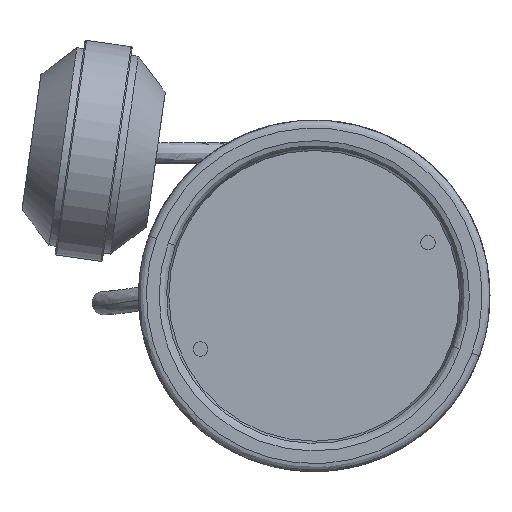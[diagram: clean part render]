
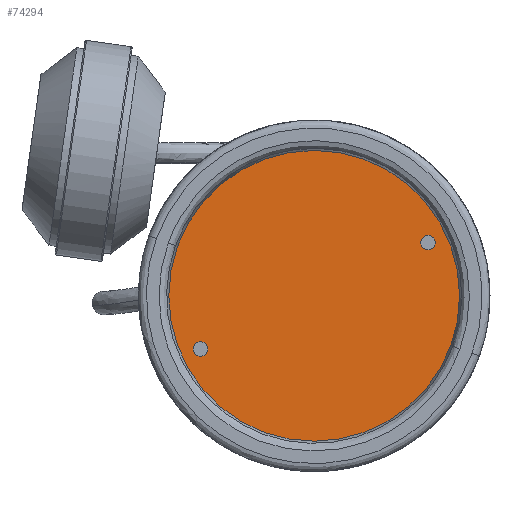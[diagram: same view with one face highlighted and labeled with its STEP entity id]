
A CAD part, front view. The second image highlights one B-rep face of the part: STEP entity #74294.
In plain terms, the highlighted planar face has unit normal (0, -1, 0).
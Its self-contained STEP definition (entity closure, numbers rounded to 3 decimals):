
#384 = CARTESIAN_POINT ( 'NONE',  ( 0., 5.2, -55. ) ) ;
#1088 = DIRECTION ( 'NONE',  ( 0., 0., -1. ) ) ;
#1684 = EDGE_CURVE ( 'NONE', #67809, #37285, #34486, .T. ) ;
#3136 = DIRECTION ( 'NONE',  ( 0., 0., 1. ) ) ;
#3768 = DIRECTION ( 'NONE',  ( 1., 0., 0. ) ) ;
#5423 = VERTEX_POINT ( 'NONE', #73887 ) ;
#5610 = EDGE_CURVE ( 'NONE', #73263, #55389, #81526, .T. ) ;
#7844 = ORIENTED_EDGE ( 'NONE', *, *, #36959, .F. ) ;
#10038 = CARTESIAN_POINT ( 'NONE',  ( 0., 5.2, 55. ) ) ;
#10728 = CARTESIAN_POINT ( 'NONE',  ( 33.588, 5.2, 33.588 ) ) ;
#10816 = CARTESIAN_POINT ( 'NONE',  ( -36.338, 5.2, -33.588 ) ) ;
#10882 = CIRCLE ( 'NONE', #29295, 55. ) ;
#12389 = CARTESIAN_POINT ( 'NONE',  ( -33.588, 5.2, -33.588 ) ) ;
#12646 = CIRCLE ( 'NONE', #69378, 2.75 ) ;
#15535 = ORIENTED_EDGE ( 'NONE', *, *, #32771, .F. ) ;
#17320 = DIRECTION ( 'NONE',  ( 0., 1., 0. ) ) ;
#23102 = PLANE ( 'NONE',  #68640 ) ;
#26798 = EDGE_LOOP ( 'NONE', ( #57200, #67465 ) ) ;
#29295 = AXIS2_PLACEMENT_3D ( 'NONE', #84621, #31832, #71293 ) ;
#29686 = CARTESIAN_POINT ( 'NONE',  ( 30.838, 5.2, 33.588 ) ) ;
#30611 = FACE_BOUND ( 'NONE', #51597, .T. ) ;
#31053 = FACE_BOUND ( 'NONE', #35490, .T. ) ;
#31832 = DIRECTION ( 'NONE',  ( 0., -1., 0. ) ) ;
#32009 = DIRECTION ( 'NONE',  ( 1., 0., 0. ) ) ;
#32771 = EDGE_CURVE ( 'NONE', #55389, #73263, #43800, .T. ) ;
#33517 = EDGE_CURVE ( 'NONE', #50680, #5423, #12646, .T. ) ;
#34486 = CIRCLE ( 'NONE', #59960, 55. ) ;
#35490 = EDGE_LOOP ( 'NONE', ( #15535, #65708 ) ) ;
#36959 = EDGE_CURVE ( 'NONE', #5423, #50680, #69559, .T. ) ;
#37285 = VERTEX_POINT ( 'NONE', #384 ) ;
#38811 = DIRECTION ( 'NONE',  ( 1., 0., 0. ) ) ;
#43800 = CIRCLE ( 'NONE', #73528, 2.75 ) ;
#44832 = DIRECTION ( 'NONE',  ( 0., -1., 0. ) ) ;
#49887 = DIRECTION ( 'NONE',  ( 0., -1., 0. ) ) ;
#50680 = VERTEX_POINT ( 'NONE', #10816 ) ;
#51597 = EDGE_LOOP ( 'NONE', ( #7844, #59295 ) ) ;
#52532 = CARTESIAN_POINT ( 'NONE',  ( 33.588, 5.2, 33.588 ) ) ;
#52753 = DIRECTION ( 'NONE',  ( 1., 0., 0. ) ) ;
#55389 = VERTEX_POINT ( 'NONE', #58636 ) ;
#57200 = ORIENTED_EDGE ( 'NONE', *, *, #86251, .T. ) ;
#57853 = CARTESIAN_POINT ( 'NONE',  ( -33.588, 5.2, -33.588 ) ) ;
#58233 = AXIS2_PLACEMENT_3D ( 'NONE', #57853, #49887, #3768 ) ;
#58636 = CARTESIAN_POINT ( 'NONE',  ( 36.338, 5.2, 33.588 ) ) ;
#59295 = ORIENTED_EDGE ( 'NONE', *, *, #33517, .F. ) ;
#59621 = DIRECTION ( 'NONE',  ( 0., -1., 0. ) ) ;
#59960 = AXIS2_PLACEMENT_3D ( 'NONE', #83113, #82675, #1088 ) ;
#65708 = ORIENTED_EDGE ( 'NONE', *, *, #5610, .F. ) ;
#65932 = AXIS2_PLACEMENT_3D ( 'NONE', #52532, #59621, #38811 ) ;
#67465 = ORIENTED_EDGE ( 'NONE', *, *, #1684, .T. ) ;
#67809 = VERTEX_POINT ( 'NONE', #10038 ) ;
#68640 = AXIS2_PLACEMENT_3D ( 'NONE', #71850, #17320, #3136 ) ;
#69378 = AXIS2_PLACEMENT_3D ( 'NONE', #12389, #44832, #52753 ) ;
#69559 = CIRCLE ( 'NONE', #58233, 2.75 ) ;
#71293 = DIRECTION ( 'NONE',  ( 0., 0., -1. ) ) ;
#71850 = CARTESIAN_POINT ( 'NONE',  ( -110., 5.2, -110. ) ) ;
#73263 = VERTEX_POINT ( 'NONE', #29686 ) ;
#73528 = AXIS2_PLACEMENT_3D ( 'NONE', #10728, #78143, #32009 ) ;
#73887 = CARTESIAN_POINT ( 'NONE',  ( -30.838, 5.2, -33.588 ) ) ;
#74294 = ADVANCED_FACE ( 'NONE', ( #31053, #30611, #78503 ), #23102, .F. ) ;
#78143 = DIRECTION ( 'NONE',  ( 0., -1., 0. ) ) ;
#78503 = FACE_OUTER_BOUND ( 'NONE', #26798, .T. ) ;
#81526 = CIRCLE ( 'NONE', #65932, 2.75 ) ;
#82675 = DIRECTION ( 'NONE',  ( 0., -1., 0. ) ) ;
#83113 = CARTESIAN_POINT ( 'NONE',  ( 0., 5.2, 0. ) ) ;
#84621 = CARTESIAN_POINT ( 'NONE',  ( 0., 5.2, 0. ) ) ;
#86251 = EDGE_CURVE ( 'NONE', #37285, #67809, #10882, .T. ) ;
